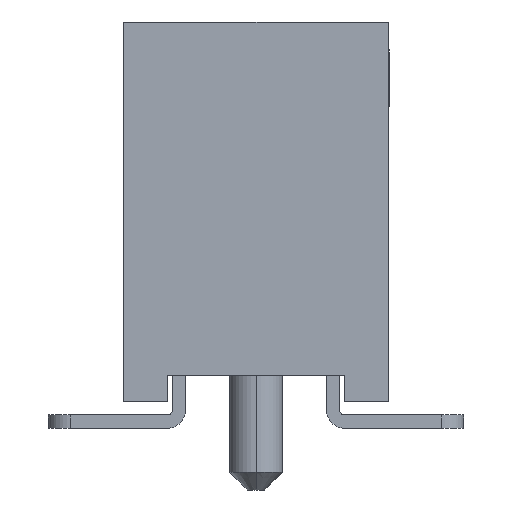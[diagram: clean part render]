
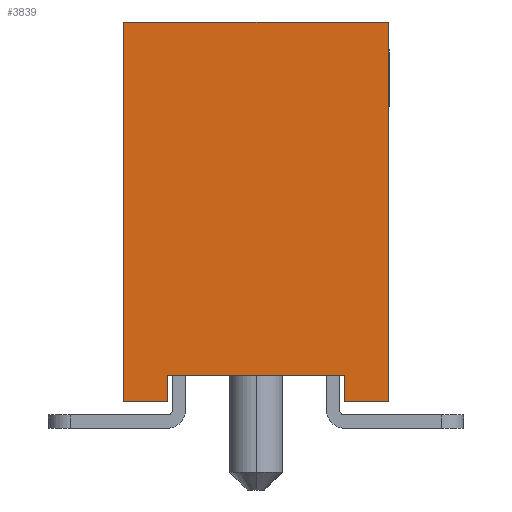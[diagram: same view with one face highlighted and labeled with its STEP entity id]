
A CAD part, left-side view. The second image highlights one B-rep face of the part: STEP entity #3839.
In plain terms, the highlighted planar face has unit normal (-1, 0, 0).
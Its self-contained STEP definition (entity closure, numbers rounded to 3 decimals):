
#358 = VERTEX_POINT ( 'NONE', #37799 ) ;
#856 = LINE ( 'NONE', #20424, #27877 ) ;
#1234 = DIRECTION ( 'NONE',  ( 1., 0., 0. ) ) ;
#3255 = ORIENTED_EDGE ( 'NONE', *, *, #20586, .F. ) ;
#3272 = EDGE_CURVE ( 'NONE', #33187, #36888, #22733, .T. ) ;
#3276 = LINE ( 'NONE', #16290, #9634 ) ;
#3839 = ADVANCED_FACE ( 'NONE', ( #36522 ), #7152, .F. ) ;
#6041 = VECTOR ( 'NONE', #6726, 1000. ) ;
#6726 = DIRECTION ( 'NONE',  ( 0., -1., 0. ) ) ;
#6806 = CARTESIAN_POINT ( 'NONE',  ( -12.9, -1.5, 4.3 ) ) ;
#7018 = LINE ( 'NONE', #6806, #21842 ) ;
#7152 = PLANE ( 'NONE',  #35622 ) ;
#8051 = LINE ( 'NONE', #41002, #29799 ) ;
#8064 = VECTOR ( 'NONE', #38680, 1000. ) ;
#8583 = LINE ( 'NONE', #27529, #30318 ) ;
#9634 = VECTOR ( 'NONE', #29233, 1000. ) ;
#11674 = DIRECTION ( 'NONE',  ( 0., -1., 0. ) ) ;
#12003 = VERTEX_POINT ( 'NONE', #21983 ) ;
#12687 = EDGE_CURVE ( 'NONE', #12003, #36267, #3276, .T. ) ;
#14350 = ORIENTED_EDGE ( 'NONE', *, *, #17672, .F. ) ;
#14695 = ORIENTED_EDGE ( 'NONE', *, *, #22286, .F. ) ;
#14828 = CARTESIAN_POINT ( 'NONE',  ( -12.9, 1., 0.3 ) ) ;
#16290 = CARTESIAN_POINT ( 'NONE',  ( -12.9, -1., -0.3 ) ) ;
#16986 = CARTESIAN_POINT ( 'NONE',  ( -12.9, -1.5, 0. ) ) ;
#17672 = EDGE_CURVE ( 'NONE', #26554, #39795, #26893, .T. ) ;
#20424 = CARTESIAN_POINT ( 'NONE',  ( -12.9, -1., 0.3 ) ) ;
#20586 = EDGE_CURVE ( 'NONE', #36267, #26554, #856, .T. ) ;
#20610 = CARTESIAN_POINT ( 'NONE',  ( -12.9, 1., 0. ) ) ;
#21155 = ORIENTED_EDGE ( 'NONE', *, *, #3272, .F. ) ;
#21842 = VECTOR ( 'NONE', #25981, 1000. ) ;
#21983 = CARTESIAN_POINT ( 'NONE',  ( -12.9, -1., 0. ) ) ;
#22286 = EDGE_CURVE ( 'NONE', #27913, #33187, #7018, .T. ) ;
#22733 = LINE ( 'NONE', #29749, #8064 ) ;
#22942 = CARTESIAN_POINT ( 'NONE',  ( -12.9, -1.5, 0. ) ) ;
#23991 = DIRECTION ( 'NONE',  ( 0., 0., -1. ) ) ;
#25981 = DIRECTION ( 'NONE',  ( 0., -1., 0. ) ) ;
#26100 = LINE ( 'NONE', #22942, #6041 ) ;
#26554 = VERTEX_POINT ( 'NONE', #14828 ) ;
#26893 = LINE ( 'NONE', #39847, #32965 ) ;
#27529 = CARTESIAN_POINT ( 'NONE',  ( -12.9, 1.5, 4.3 ) ) ;
#27877 = VECTOR ( 'NONE', #33377, 1000. ) ;
#27913 = VERTEX_POINT ( 'NONE', #33424 ) ;
#29233 = DIRECTION ( 'NONE',  ( 0., 0., 1. ) ) ;
#29749 = CARTESIAN_POINT ( 'NONE',  ( -12.9, -1.5, 4.3 ) ) ;
#29799 = VECTOR ( 'NONE', #11674, 1000. ) ;
#30318 = VECTOR ( 'NONE', #34126, 1000. ) ;
#30332 = CARTESIAN_POINT ( 'NONE',  ( -12.9, -1.5, 4.3 ) ) ;
#31418 = CARTESIAN_POINT ( 'NONE',  ( -12.9, -1.5, 4.3 ) ) ;
#32392 = DIRECTION ( 'NONE',  ( 0., 0., -1. ) ) ;
#32759 = ORIENTED_EDGE ( 'NONE', *, *, #36932, .T. ) ;
#32965 = VECTOR ( 'NONE', #32392, 1000. ) ;
#33187 = VERTEX_POINT ( 'NONE', #31418 ) ;
#33377 = DIRECTION ( 'NONE',  ( 0., 1., 0. ) ) ;
#33424 = CARTESIAN_POINT ( 'NONE',  ( -12.9, 1.5, 4.3 ) ) ;
#34126 = DIRECTION ( 'NONE',  ( 0., 0., -1. ) ) ;
#35622 = AXIS2_PLACEMENT_3D ( 'NONE', #30332, #1234, #23991 ) ;
#35669 = EDGE_CURVE ( 'NONE', #12003, #36888, #8051, .T. ) ;
#35805 = EDGE_LOOP ( 'NONE', ( #3255, #37848, #41575, #21155, #14695, #38230, #32759, #14350 ) ) ;
#36267 = VERTEX_POINT ( 'NONE', #37044 ) ;
#36522 = FACE_OUTER_BOUND ( 'NONE', #35805, .T. ) ;
#36888 = VERTEX_POINT ( 'NONE', #16986 ) ;
#36932 = EDGE_CURVE ( 'NONE', #358, #39795, #26100, .T. ) ;
#37044 = CARTESIAN_POINT ( 'NONE',  ( -12.9, -1., 0.3 ) ) ;
#37799 = CARTESIAN_POINT ( 'NONE',  ( -12.9, 1.5, 0. ) ) ;
#37848 = ORIENTED_EDGE ( 'NONE', *, *, #12687, .F. ) ;
#38230 = ORIENTED_EDGE ( 'NONE', *, *, #42061, .T. ) ;
#38680 = DIRECTION ( 'NONE',  ( 0., 0., -1. ) ) ;
#39795 = VERTEX_POINT ( 'NONE', #20610 ) ;
#39847 = CARTESIAN_POINT ( 'NONE',  ( -12.9, 1., -0.3 ) ) ;
#41002 = CARTESIAN_POINT ( 'NONE',  ( -12.9, -1.5, 0. ) ) ;
#41575 = ORIENTED_EDGE ( 'NONE', *, *, #35669, .T. ) ;
#42061 = EDGE_CURVE ( 'NONE', #27913, #358, #8583, .T. ) ;
